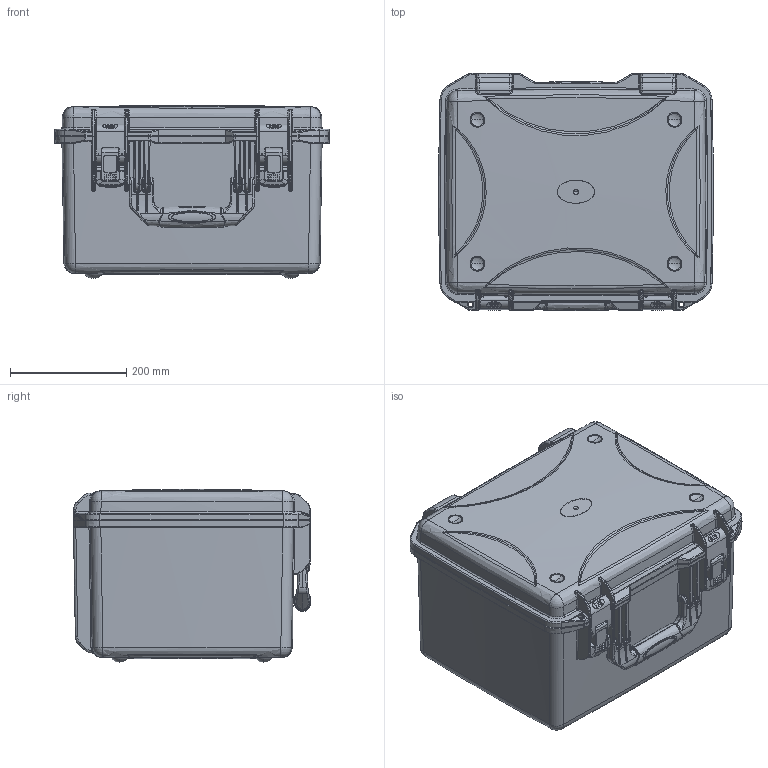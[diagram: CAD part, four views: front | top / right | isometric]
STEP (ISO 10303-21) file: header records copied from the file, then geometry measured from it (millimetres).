
FILE_DESCRIPTION((''),'2;1');
FILE_NAME('8004CP_ASM','2018-05-29T',('Administrator'),(''),'PRO/ENGINEER BY PARAMETRIC TECHNOLOGY CORPORATION, 2009440','PRO/ENGINEER BY PARAMETRIC TECHNOLOGY CORPORATION, 2009440','');
FILE_SCHEMA(('CONFIG_CONTROL_DESIGN'));
Length unit declared in the file: millimetre
Products named in the file (12): MANIFOLD_SOLID_BREP_97093__; MANIFOLD_SOLID_BREP_191832__; MANIFOLD_SOLID_BREP_279514__; ASM0012___ASM; RERERWQ; CP_1LASUO-ZUO_X_1QWEQ_; LASUO-X_ASM_1_WE_ASM; LASUO4TH_QWRQW; LASUO4GOU_RWQR; LASUO4KOUXIALA_DSAF; LASUO4_23_ASM; 8004CP_ASM
Assembly tree (12 placements, depth 4):
  8004CP_ASM
    ASM0012___ASM
      MANIFOLD_SOLID_BREP_97093__
      MANIFOLD_SOLID_BREP_191832__
      MANIFOLD_SOLID_BREP_279514__
    LASUO4_23_ASM  x2
      LASUO-X_ASM_1_WE_ASM
        RERERWQ
        CP_1LASUO-ZUO_X_1QWEQ_
      LASUO4TH_QWRQW
      LASUO4GOU_RWQR
      LASUO4KOUXIALA_DSAF
Bounding box: 471.98 x 407.99 x 297.37 mm (x, y, z)
Volume: 114257.5 mm3; surface area: 1812388.6 mm2
Topology: 10 solids, 40 shells, 4042 faces, 11109 edges, 6807 vertices
Faces by surface type: cylinder 1346, bspline 1128, plane 727, torus 517, cone 162, sphere 146, extrusion 14, revolution 2
Entity records: 199159 total; most frequent: CARTESIAN_POINT 127323, ORIENTED_EDGE 16981, DIRECTION 11706, EDGE_CURVE 8793, VERTEX_POINT 5493, AXIS2_PLACEMENT_3D 4711, B_SPLINE_CURVE_WITH_KNOTS 4133, EDGE_LOOP 3295
